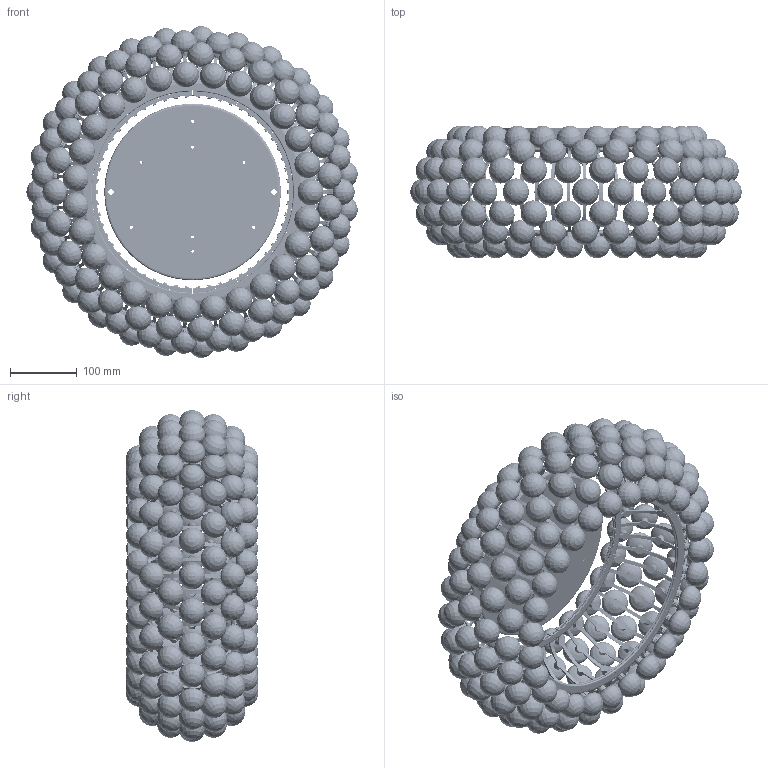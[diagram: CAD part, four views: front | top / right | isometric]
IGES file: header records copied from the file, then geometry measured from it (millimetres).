
Start section: SolidWorks IGES file using analytic representation for surfaces
Global section: file name: CABOCHE SOFFITTO.IGS; native system: SolidWorks 2006 by SolidWorks Corporation; preprocessor: SolidWorks 2006 by SolidWorks Corporation; author: stagetec; date: 061002.090340; units: millimetre
Bounding box: 497.34 x 198.43 x 498.19 mm (x, y, z)
Volume: 6453017.2 mm3; surface area: 1603764.5 mm2
Topology: 285 solids, 285 shells, 31553 faces, 84464 edges, 50010 vertices
Faces by surface type: revolution 19636, plane 9592, bspline 2325
